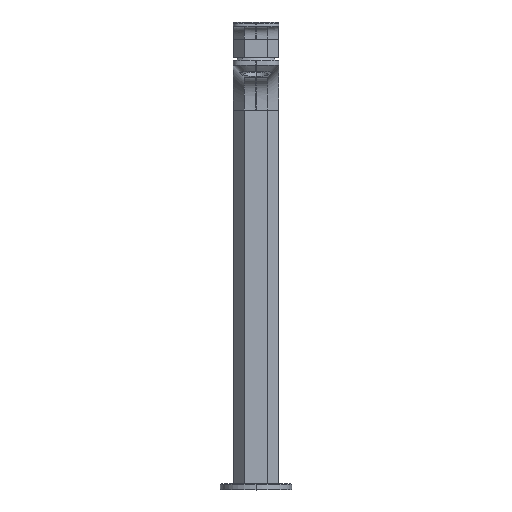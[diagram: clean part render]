
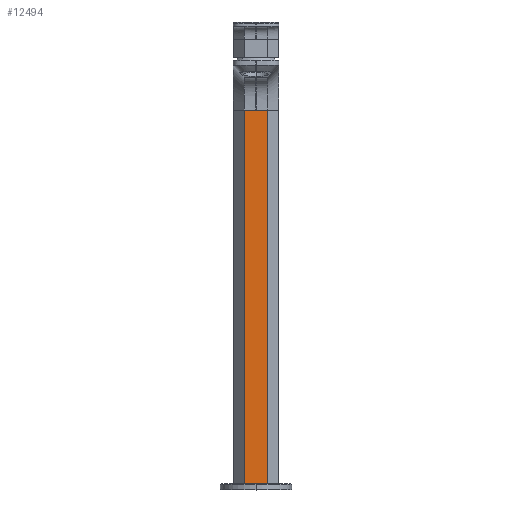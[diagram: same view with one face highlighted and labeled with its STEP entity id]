
A CAD part, top view. The second image highlights one B-rep face of the part: STEP entity #12494.
In plain terms, the highlighted planar face has unit normal (0, 0, 1).
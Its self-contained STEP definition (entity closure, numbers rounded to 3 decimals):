
#38 = EDGE_CURVE ( 'NONE', #12774, #2993, #8017, .T. ) ;
#401 = EDGE_CURVE ( 'NONE', #8645, #3943, #10485, .T. ) ;
#1757 = CARTESIAN_POINT ( 'NONE',  ( 1.685, -184.081, 16.055 ) ) ;
#1780 = CARTESIAN_POINT ( 'NONE',  ( 7.5, 255.993, 16.056 ) ) ;
#2120 = CARTESIAN_POINT ( 'NONE',  ( 0., 256., 16.056 ) ) ;
#2200 = CARTESIAN_POINT ( 'NONE',  ( -1., 256., 16.056 ) ) ;
#2434 = CARTESIAN_POINT ( 'NONE',  ( 7.5, 4., 16.055 ) ) ;
#2461 = EDGE_CURVE ( 'NONE', #11714, #2993, #8193, .T. ) ;
#2845 = DIRECTION ( 'NONE',  ( 0., 0., 1. ) ) ;
#2993 = VERTEX_POINT ( 'NONE', #8063 ) ;
#3012 = VERTEX_POINT ( 'NONE', #11105 ) ;
#3562 = EDGE_CURVE ( 'NONE', #3943, #3012, #6849, .T. ) ;
#3621 = CARTESIAN_POINT ( 'NONE',  ( -8.5, 171.995, 16.055 ) ) ;
#3718 = CARTESIAN_POINT ( 'NONE',  ( 5., 255.995, 16.056 ) ) ;
#3943 = VERTEX_POINT ( 'NONE', #7563 ) ;
#4106 = FACE_OUTER_BOUND ( 'NONE', #8533, .T. ) ;
#4117 = CARTESIAN_POINT ( 'NONE',  ( -0.667, 256., 16.055 ) ) ;
#4285 = ORIENTED_EDGE ( 'NONE', *, *, #3562, .T. ) ;
#4299 = CARTESIAN_POINT ( 'NONE',  ( -8.5, 4., 16.055 ) ) ;
#4390 = CARTESIAN_POINT ( 'NONE',  ( -8.5, 255.993, 16.056 ) ) ;
#4441 = CARTESIAN_POINT ( 'NONE',  ( -1., 256., 16.056 ) ) ;
#4673 = CARTESIAN_POINT ( 'NONE',  ( -8.5, 255.993, 16.056 ) ) ;
#4757 = DIRECTION ( 'NONE',  ( -1., 0., 0. ) ) ;
#5167 = B_SPLINE_CURVE_WITH_KNOTS ( 'NONE', 3,
 ( #5826, #7839, #3718, #1780 ),
 .UNSPECIFIED., .F., .F.,
 ( 4, 4 ),
 ( 0., 1. ),
 .UNSPECIFIED. ) ;
#5494 = ORIENTED_EDGE ( 'NONE', *, *, #401, .T. ) ;
#5529 = CARTESIAN_POINT ( 'NONE',  ( -6., 255.995, 16.055 ) ) ;
#5560 = CARTESIAN_POINT ( 'NONE',  ( 7.5, 255.993, 16.056 ) ) ;
#5824 = ORIENTED_EDGE ( 'NONE', *, *, #2461, .T. ) ;
#5826 = CARTESIAN_POINT ( 'NONE',  ( 0., 256., 16.056 ) ) ;
#6538 = CARTESIAN_POINT ( 'NONE',  ( 7.5, 171.995, 16.056 ) ) ;
#6583 = CARTESIAN_POINT ( 'NONE',  ( 7.5, 87.998, 16.056 ) ) ;
#6849 = B_SPLINE_CURVE_WITH_KNOTS ( 'NONE', 3,
 ( #4441, #11610, #5529, #4390 ),
 .UNSPECIFIED., .F., .F.,
 ( 4, 4 ),
 ( 0., 1. ),
 .UNSPECIFIED. ) ;
#7021 = EDGE_CURVE ( 'NONE', #8645, #12774, #5167, .T. ) ;
#7563 = CARTESIAN_POINT ( 'NONE',  ( -1., 256., 16.056 ) ) ;
#7716 = ORIENTED_EDGE ( 'NONE', *, *, #38, .F. ) ;
#7757 = ORIENTED_EDGE ( 'NONE', *, *, #7021, .F. ) ;
#7839 = CARTESIAN_POINT ( 'NONE',  ( 2.5, 255.998, 16.056 ) ) ;
#8017 = B_SPLINE_CURVE_WITH_KNOTS ( 'NONE', 3,
 ( #5560, #6538, #6583, #2434 ),
 .UNSPECIFIED., .F., .F.,
 ( 4, 4 ),
 ( 0., 1. ),
 .UNSPECIFIED. ) ;
#8063 = CARTESIAN_POINT ( 'NONE',  ( 7.5, 4., 16.055 ) ) ;
#8193 = LINE ( 'NONE', #4299, #13098 ) ;
#8237 = DIRECTION ( 'NONE',  ( 1., 0., 0. ) ) ;
#8265 = CARTESIAN_POINT ( 'NONE',  ( 0., 256., 16.056 ) ) ;
#8266 = CARTESIAN_POINT ( 'NONE',  ( -0.333, 256., 16.055 ) ) ;
#8445 = EDGE_CURVE ( 'NONE', #3012, #11714, #12329, .T. ) ;
#8533 = EDGE_LOOP ( 'NONE', ( #7757, #5494, #4285, #9953, #5824, #7716 ) ) ;
#8645 = VERTEX_POINT ( 'NONE', #8265 ) ;
#9882 = PLANE ( 'NONE',  #11641 ) ;
#9953 = ORIENTED_EDGE ( 'NONE', *, *, #8445, .T. ) ;
#10485 = B_SPLINE_CURVE_WITH_KNOTS ( 'NONE', 3,
 ( #2120, #8266, #4117, #2200 ),
 .UNSPECIFIED., .F., .F.,
 ( 4, 4 ),
 ( 0., 1. ),
 .UNSPECIFIED. ) ;
#10552 = CARTESIAN_POINT ( 'NONE',  ( -8.5, 4., 16.055 ) ) ;
#10700 = CARTESIAN_POINT ( 'NONE',  ( -8.5, 87.998, 16.055 ) ) ;
#11105 = CARTESIAN_POINT ( 'NONE',  ( -8.5, 255.993, 16.056 ) ) ;
#11610 = CARTESIAN_POINT ( 'NONE',  ( -3.5, 255.998, 16.055 ) ) ;
#11641 = AXIS2_PLACEMENT_3D ( 'NONE', #1757, #2845, #4757 ) ;
#11643 = CARTESIAN_POINT ( 'NONE',  ( -8.5, 4., 16.055 ) ) ;
#11714 = VERTEX_POINT ( 'NONE', #11643 ) ;
#12329 = B_SPLINE_CURVE_WITH_KNOTS ( 'NONE', 3,
 ( #4673, #3621, #10700, #10552 ),
 .UNSPECIFIED., .F., .F.,
 ( 4, 4 ),
 ( 0., 1. ),
 .UNSPECIFIED. ) ;
#12346 = CARTESIAN_POINT ( 'NONE',  ( 7.5, 255.993, 16.056 ) ) ;
#12494 = ADVANCED_FACE ( 'NONE', ( #4106 ), #9882, .T. ) ;
#12774 = VERTEX_POINT ( 'NONE', #12346 ) ;
#13098 = VECTOR ( 'NONE', #8237, 1000. ) ;
